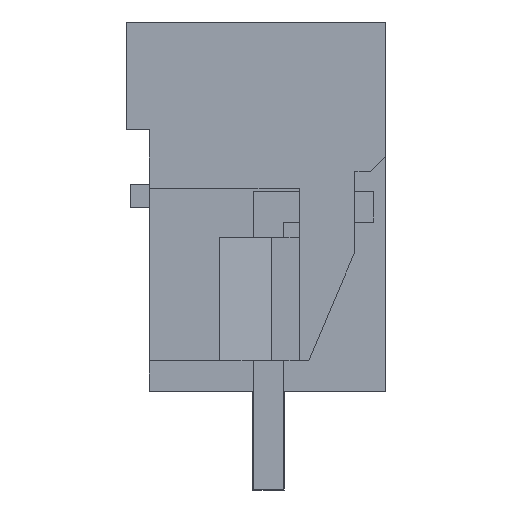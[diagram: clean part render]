
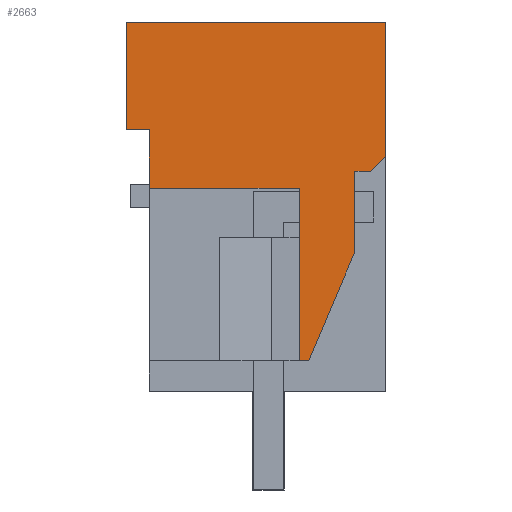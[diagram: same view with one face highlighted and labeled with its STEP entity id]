
A CAD part, left-side view. The second image highlights one B-rep face of the part: STEP entity #2663.
In plain terms, the highlighted planar face has unit normal (-1, 0, 0).
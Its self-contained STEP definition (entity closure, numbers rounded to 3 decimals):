
#2588=AXIS2_PLACEMENT_3D('Plane Axis2P3D',#2585,#2586,#2587) ;
#1209=CARTESIAN_POINT('Vertex',(0.,0.,15.2)) ;
#1212=CARTESIAN_POINT('Line Origine',(0.,0.,13.023)) ;
#1216=CARTESIAN_POINT('Vertex',(0.,0.,10.846)) ;
#1786=CARTESIAN_POINT('Vertex',(0.,7.68,9.8)) ;
#1789=CARTESIAN_POINT('Line Origine',(0.,7.68,10.75)) ;
#1793=CARTESIAN_POINT('Vertex',(0.,7.68,11.7)) ;
#2566=CARTESIAN_POINT('Line Origine',(0.,0.25,10.596)) ;
#2570=CARTESIAN_POINT('Vertex',(0.,0.5,10.346)) ;
#2585=CARTESIAN_POINT('Axis2P3D Location',(0.,-1.5,3.2)) ;
#2590=CARTESIAN_POINT('Line Origine',(0.,4.215,15.2)) ;
#2594=CARTESIAN_POINT('Vertex',(0.,8.43,15.2)) ;
#2597=CARTESIAN_POINT('Line Origine',(0.,8.43,13.45)) ;
#2601=CARTESIAN_POINT('Vertex',(0.,8.43,11.7)) ;
#2604=CARTESIAN_POINT('Line Origine',(0.,8.055,11.7)) ;
#2609=CARTESIAN_POINT('Line Origine',(0.,5.245,9.8)) ;
#2613=CARTESIAN_POINT('Vertex',(0.,2.81,9.8)) ;
#2616=CARTESIAN_POINT('Line Origine',(0.,2.81,7.)) ;
#2620=CARTESIAN_POINT('Vertex',(0.,2.81,4.2)) ;
#2623=CARTESIAN_POINT('Line Origine',(0.,2.655,4.2)) ;
#2627=CARTESIAN_POINT('Vertex',(0.,2.501,4.2)) ;
#2630=CARTESIAN_POINT('Line Origine',(0.,1.752,5.968)) ;
#2634=CARTESIAN_POINT('Vertex',(0.,1.003,7.735)) ;
#2637=CARTESIAN_POINT('Line Origine',(0.,1.003,9.041)) ;
#2641=CARTESIAN_POINT('Vertex',(0.,1.003,10.346)) ;
#2644=CARTESIAN_POINT('Line Origine',(0.,0.751,10.346)) ;
#1213=DIRECTION('Vector Direction',(0.,0.,1.)) ;
#1790=DIRECTION('Vector Direction',(0.,0.,-1.)) ;
#2567=DIRECTION('Vector Direction',(0.,-0.707,0.707)) ;
#2586=DIRECTION('Axis2P3D Direction',(-1.,0.,0.)) ;
#2587=DIRECTION('Axis2P3D XDirection',(0.,0.,1.)) ;
#2591=DIRECTION('Vector Direction',(0.,1.,0.)) ;
#2598=DIRECTION('Vector Direction',(0.,0.,-1.)) ;
#2605=DIRECTION('Vector Direction',(0.,-1.,0.)) ;
#2610=DIRECTION('Vector Direction',(0.,-1.,0.)) ;
#2617=DIRECTION('Vector Direction',(0.,0.,-1.)) ;
#2624=DIRECTION('Vector Direction',(0.,1.,0.)) ;
#2631=DIRECTION('Vector Direction',(0.,0.39,-0.921)) ;
#2638=DIRECTION('Vector Direction',(0.,0.,-1.)) ;
#2645=DIRECTION('Vector Direction',(0.,-1.,0.)) ;
#1214=VECTOR('Line Direction',#1213,1.) ;
#1791=VECTOR('Line Direction',#1790,1.) ;
#2568=VECTOR('Line Direction',#2567,1.) ;
#2592=VECTOR('Line Direction',#2591,1.) ;
#2599=VECTOR('Line Direction',#2598,1.) ;
#2606=VECTOR('Line Direction',#2605,1.) ;
#2611=VECTOR('Line Direction',#2610,1.) ;
#2618=VECTOR('Line Direction',#2617,1.) ;
#2625=VECTOR('Line Direction',#2624,1.) ;
#2632=VECTOR('Line Direction',#2631,1.) ;
#2639=VECTOR('Line Direction',#2638,1.) ;
#2646=VECTOR('Line Direction',#2645,1.) ;
#2650=ORIENTED_EDGE('',*,*,#1218,.T.) ;
#2651=ORIENTED_EDGE('',*,*,#2596,.T.) ;
#2652=ORIENTED_EDGE('',*,*,#2603,.T.) ;
#2653=ORIENTED_EDGE('',*,*,#2608,.T.) ;
#2654=ORIENTED_EDGE('',*,*,#1795,.T.) ;
#2655=ORIENTED_EDGE('',*,*,#2615,.T.) ;
#2656=ORIENTED_EDGE('',*,*,#2622,.T.) ;
#2657=ORIENTED_EDGE('',*,*,#2629,.F.) ;
#2658=ORIENTED_EDGE('',*,*,#2636,.F.) ;
#2659=ORIENTED_EDGE('',*,*,#2643,.F.) ;
#2660=ORIENTED_EDGE('',*,*,#2648,.F.) ;
#2661=ORIENTED_EDGE('',*,*,#2572,.F.) ;
#2663=ADVANCED_FACE('HOUSING',(#2662),#2589,.T.) ;
#1218=EDGE_CURVE('',#1217,#1210,#1215,.T.) ;
#1795=EDGE_CURVE('',#1794,#1787,#1792,.T.) ;
#2572=EDGE_CURVE('',#1217,#2571,#2569,.F.) ;
#2596=EDGE_CURVE('',#1210,#2595,#2593,.T.) ;
#2603=EDGE_CURVE('',#2595,#2602,#2600,.T.) ;
#2608=EDGE_CURVE('',#2602,#1794,#2607,.T.) ;
#2615=EDGE_CURVE('',#1787,#2614,#2612,.T.) ;
#2622=EDGE_CURVE('',#2614,#2621,#2619,.T.) ;
#2629=EDGE_CURVE('',#2628,#2621,#2626,.T.) ;
#2636=EDGE_CURVE('',#2635,#2628,#2633,.T.) ;
#2643=EDGE_CURVE('',#2642,#2635,#2640,.T.) ;
#2648=EDGE_CURVE('',#2571,#2642,#2647,.F.) ;
#2649=EDGE_LOOP('',(#2650,#2651,#2652,#2653,#2654,#2655,#2656,#2657,#2658,#2659,#2660,#2661)) ;
#2662=FACE_OUTER_BOUND('',#2649,.T.) ;
#1215=LINE('Line',#1212,#1214) ;
#1792=LINE('Line',#1789,#1791) ;
#2569=LINE('Line',#2566,#2568) ;
#2593=LINE('Line',#2590,#2592) ;
#2600=LINE('Line',#2597,#2599) ;
#2607=LINE('Line',#2604,#2606) ;
#2612=LINE('Line',#2609,#2611) ;
#2619=LINE('Line',#2616,#2618) ;
#2626=LINE('Line',#2623,#2625) ;
#2633=LINE('Line',#2630,#2632) ;
#2640=LINE('Line',#2637,#2639) ;
#2647=LINE('Line',#2644,#2646) ;
#2589=PLANE('',#2588) ;
#1210=VERTEX_POINT('',#1209) ;
#1217=VERTEX_POINT('',#1216) ;
#1787=VERTEX_POINT('',#1786) ;
#1794=VERTEX_POINT('',#1793) ;
#2571=VERTEX_POINT('',#2570) ;
#2595=VERTEX_POINT('',#2594) ;
#2602=VERTEX_POINT('',#2601) ;
#2614=VERTEX_POINT('',#2613) ;
#2621=VERTEX_POINT('',#2620) ;
#2628=VERTEX_POINT('',#2627) ;
#2635=VERTEX_POINT('',#2634) ;
#2642=VERTEX_POINT('',#2641) ;
